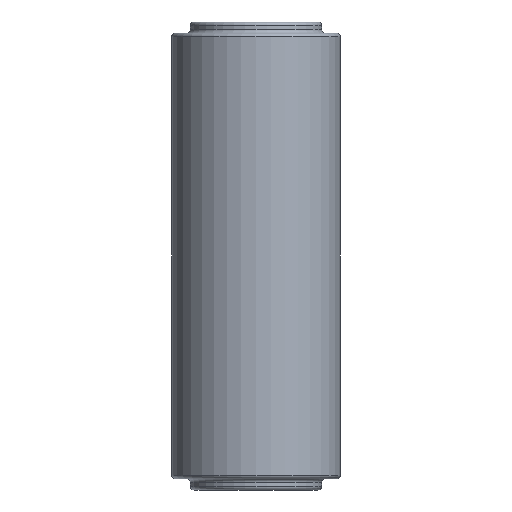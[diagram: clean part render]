
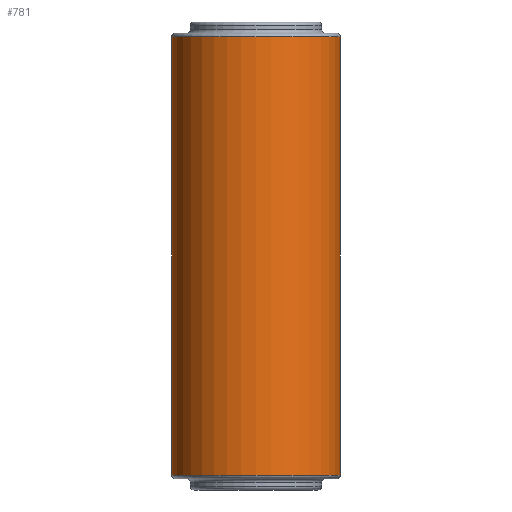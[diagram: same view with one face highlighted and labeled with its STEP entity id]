
A CAD part, front view. The second image highlights one B-rep face of the part: STEP entity #781.
In plain terms, the highlighted cylindrical face has radius 4.5 mm (diameter 9 mm), a partial arc.
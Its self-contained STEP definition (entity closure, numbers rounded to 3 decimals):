
#5 = VECTOR ( 'NONE', #782, 1000. ) ;
#15 = DIRECTION ( 'NONE',  ( 1., 0., 0. ) ) ;
#31 = EDGE_LOOP ( 'NONE', ( #287, #776, #261, #574 ) ) ;
#50 = EDGE_CURVE ( 'NONE', #657, #706, #171, .T. ) ;
#62 = VERTEX_POINT ( 'NONE', #429 ) ;
#69 = AXIS2_PLACEMENT_3D ( 'NONE', #293, #466, #411 ) ;
#89 = DIRECTION ( 'NONE',  ( 0., 0., -1. ) ) ;
#138 = CARTESIAN_POINT ( 'NONE',  ( 4.5, 0., 11.9 ) ) ;
#153 = VERTEX_POINT ( 'NONE', #563 ) ;
#154 = AXIS2_PLACEMENT_3D ( 'NONE', #269, #748, #15 ) ;
#171 = LINE ( 'NONE', #138, #5 ) ;
#218 = CIRCLE ( 'NONE', #154, 4.5 ) ;
#219 = CARTESIAN_POINT ( 'NONE',  ( 4.5, 0., -11.7 ) ) ;
#228 = CIRCLE ( 'NONE', #262, 4.5 ) ;
#244 = EDGE_CURVE ( 'NONE', #657, #62, #218, .T. ) ;
#261 = ORIENTED_EDGE ( 'NONE', *, *, #494, .T. ) ;
#262 = AXIS2_PLACEMENT_3D ( 'NONE', #289, #710, #343 ) ;
#269 = CARTESIAN_POINT ( 'NONE',  ( 0., 0., 11.7 ) ) ;
#287 = ORIENTED_EDGE ( 'NONE', *, *, #50, .F. ) ;
#289 = CARTESIAN_POINT ( 'NONE',  ( 0., 0., -11.7 ) ) ;
#293 = CARTESIAN_POINT ( 'NONE',  ( 0., 0., 11.9 ) ) ;
#343 = DIRECTION ( 'NONE',  ( 1., 0., 0. ) ) ;
#344 = FACE_OUTER_BOUND ( 'NONE', #31, .T. ) ;
#395 = EDGE_CURVE ( 'NONE', #153, #706, #228, .T. ) ;
#411 = DIRECTION ( 'NONE',  ( -1., 0., 0. ) ) ;
#429 = CARTESIAN_POINT ( 'NONE',  ( -4.5, 0., 11.7 ) ) ;
#466 = DIRECTION ( 'NONE',  ( 0., 0., -1. ) ) ;
#471 = CYLINDRICAL_SURFACE ( 'NONE', #69, 4.5 ) ;
#478 = VECTOR ( 'NONE', #89, 1000. ) ;
#494 = EDGE_CURVE ( 'NONE', #62, #153, #783, .T. ) ;
#538 = CARTESIAN_POINT ( 'NONE',  ( 4.5, 0., 11.7 ) ) ;
#563 = CARTESIAN_POINT ( 'NONE',  ( -4.5, 0., -11.7 ) ) ;
#574 = ORIENTED_EDGE ( 'NONE', *, *, #395, .T. ) ;
#657 = VERTEX_POINT ( 'NONE', #538 ) ;
#686 = CARTESIAN_POINT ( 'NONE',  ( -4.5, 0., 11.9 ) ) ;
#706 = VERTEX_POINT ( 'NONE', #219 ) ;
#710 = DIRECTION ( 'NONE',  ( 0., 0., 1. ) ) ;
#748 = DIRECTION ( 'NONE',  ( 0., 0., -1. ) ) ;
#776 = ORIENTED_EDGE ( 'NONE', *, *, #244, .T. ) ;
#781 = ADVANCED_FACE ( 'NONE', ( #344 ), #471, .T. ) ;
#782 = DIRECTION ( 'NONE',  ( 0., 0., -1. ) ) ;
#783 = LINE ( 'NONE', #686, #478 ) ;
